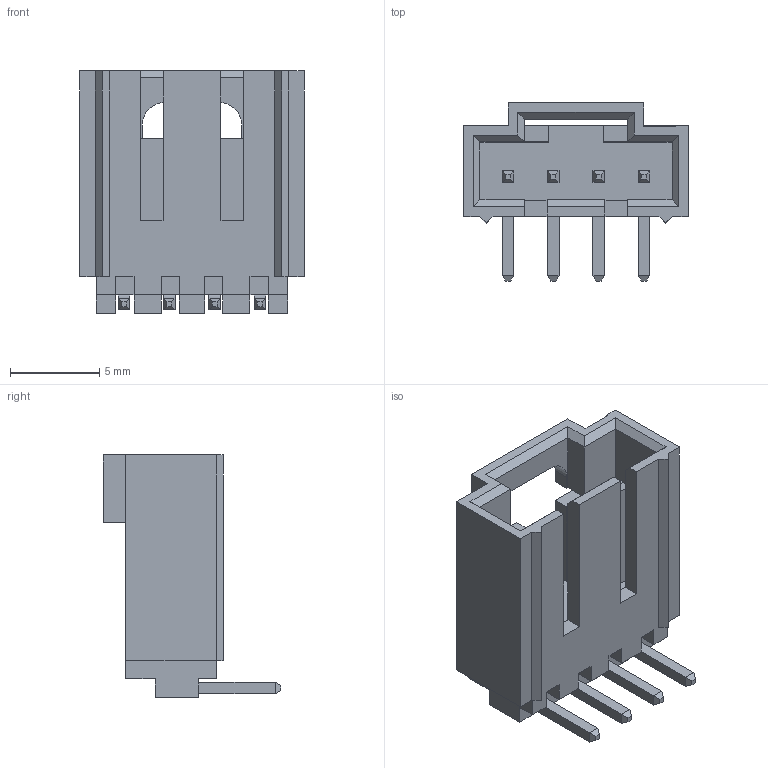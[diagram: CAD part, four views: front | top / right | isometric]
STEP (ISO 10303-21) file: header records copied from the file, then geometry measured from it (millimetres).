
FILE_DESCRIPTION (( 'STEP AP214' ), '1' );
FILE_NAME ('CODEFAU04051137443705.step', '2006-04-05T15:37:46', ( 'sysAdmin' ), ( 'SolidWorks' ), 'SwSTEP 2.0', 'SolidWorks 2006079', '' );
FILE_SCHEMA (( 'AUTOMOTIVE_DESIGN' ));
Length unit declared in the file: inch
Products named in the file (1): CODEFAU04051137443705
Bounding box: 12.6 x 9.97 x 13.58 mm (x, y, z)
Volume: 476.2 mm3; surface area: 981 mm2
Topology: 1 solids, 1 shells, 199 faces, 506 edges, 315 vertices
Faces by surface type: plane 189, cylinder 10
Entity records: 6784 total; most frequent: CARTESIAN_POINT 1021, ORIENTED_EDGE 1012, DIRECTION 926, EDGE_CURVE 506, VECTOR 486, LINE 486, VERTEX_POINT 315, AXIS2_PLACEMENT_3D 220
